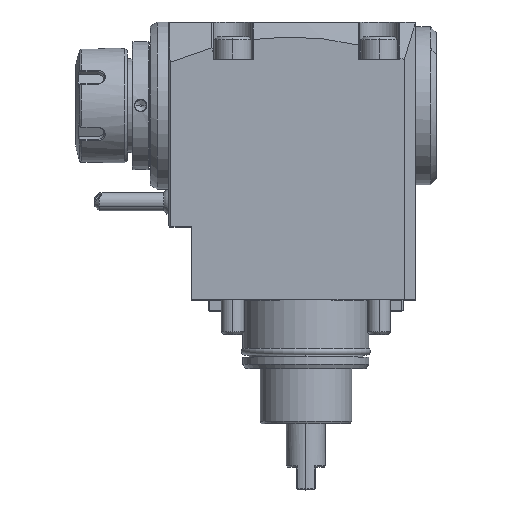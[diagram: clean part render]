
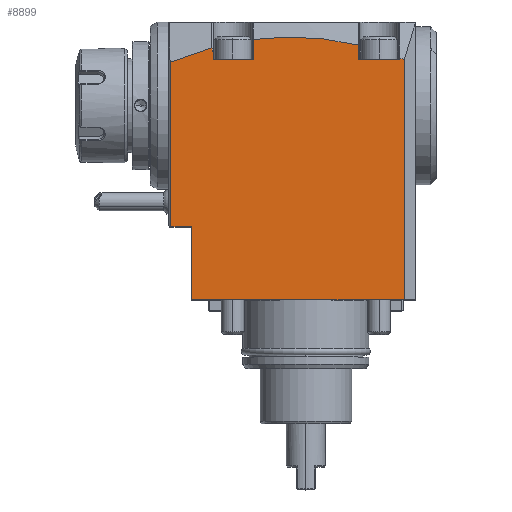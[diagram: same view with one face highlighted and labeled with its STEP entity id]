
A CAD part, top view. The second image highlights one B-rep face of the part: STEP entity #8899.
In plain terms, the highlighted planar face has unit normal (0, 0, 1).
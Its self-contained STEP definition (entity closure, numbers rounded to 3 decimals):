
#1777=DIRECTION('',(0.,1.,0.));
#1778=VECTOR('',#1777,104.954);
#1779=CARTESIAN_POINT('',(103.,0.,42.5));
#1780=LINE('',#1779,#1778);
#1794=CARTESIAN_POINT('',(103.,104.954,42.5));
#1808=DIRECTION('',(-1.,0.,0.));
#1809=VECTOR('',#1808,93.);
#1810=CARTESIAN_POINT('',(103.,0.,42.5));
#1811=LINE('',#1810,#1809);
#2315=DIRECTION('',(0.,1.,0.));
#2316=VECTOR('',#2315,32.);
#2317=CARTESIAN_POINT('',(10.,0.,42.5));
#2318=LINE('',#2317,#2316);
#2319=DIRECTION('',(1.,0.,0.));
#2320=VECTOR('',#2319,9.);
#2321=CARTESIAN_POINT('',(1.,32.,42.5));
#2322=LINE('',#2321,#2320);
#2323=DIRECTION('',(0.,1.,0.));
#2324=VECTOR('',#2323,71.4);
#2325=CARTESIAN_POINT('',(1.,32.5,42.5));
#2326=LINE('',#2325,#2324);
#2327=CARTESIAN_POINT('',(18.964,110.187,42.5));
#2328=CARTESIAN_POINT('',(12.837,108.491,42.5));
#2329=CARTESIAN_POINT('',(6.855,106.378,42.5));
#2330=CARTESIAN_POINT('',(1.,103.9,42.5));
#2332=DIRECTION('',(-0.268,0.963,0.));
#2333=VECTOR('',#2332,2.);
#2334=CARTESIAN_POINT('',(19.5,108.26,42.5));
#2335=LINE('',#2334,#2333);
#2336=DIRECTION('',(0.,-1.,0.));
#2337=VECTOR('',#2336,3.26);
#2338=CARTESIAN_POINT('',(19.5,108.26,42.5));
#2339=LINE('',#2338,#2337);
#2340=DIRECTION('',(0.,-1.,0.));
#2341=VECTOR('',#2340,8.865);
#2342=CARTESIAN_POINT('',(37.,113.865,42.5));
#2343=LINE('',#2342,#2341);
#2344=CARTESIAN_POINT('',(37.,113.865,42.5));
#2345=CARTESIAN_POINT('',(52.484,115.895,42.5));
#2346=CARTESIAN_POINT('',(67.814,115.013,42.5));
#2347=CARTESIAN_POINT('',(83.,111.373,42.5));
#2349=DIRECTION('',(0.,1.,0.));
#2350=VECTOR('',#2349,6.373);
#2351=CARTESIAN_POINT('',(83.,105.,42.5));
#2352=LINE('',#2351,#2350);
#2353=DIRECTION('',(-0.275,-0.961,0.));
#2354=VECTOR('',#2353,0.752);
#2355=CARTESIAN_POINT('',(101.05,105.723,42.5));
#2356=LINE('',#2355,#2354);
#2357=CARTESIAN_POINT('',(101.05,105.723,42.5));
#2358=CARTESIAN_POINT('',(101.702,105.471,42.5));
#2359=CARTESIAN_POINT('',(102.352,105.215,42.5));
#2360=CARTESIAN_POINT('',(103.,104.954,42.5));
#2362=DIRECTION('',(0.,1.,0.));
#2363=VECTOR('',#2362,0.5);
#2364=CARTESIAN_POINT('',(1.,32.,42.5));
#2365=LINE('',#2364,#2363);
#2386=CARTESIAN_POINT('',(1.,103.9,42.5));
#2612=DIRECTION('',(-1.,0.,0.));
#2613=VECTOR('',#2612,17.843);
#2614=CARTESIAN_POINT('',(100.843,105.,42.5));
#2615=LINE('',#2614,#2613);
#2656=CARTESIAN_POINT('',(37.,113.865,42.5));
#2674=DIRECTION('',(-1.,0.,0.));
#2675=VECTOR('',#2674,17.5);
#2676=CARTESIAN_POINT('',(37.,105.,42.5));
#2677=LINE('',#2676,#2675);
#4639=CARTESIAN_POINT('',(19.5,105.,42.5));
#4640=VERTEX_POINT('',#4639);
#4643=VERTEX_POINT('',#2386);
#4657=VERTEX_POINT('',#1794);
#4666=CARTESIAN_POINT('',(19.5,108.26,42.5));
#4667=CARTESIAN_POINT('',(18.964,110.187,42.5));
#4668=VERTEX_POINT('',#4666);
#4669=VERTEX_POINT('',#4667);
#4670=CARTESIAN_POINT('',(101.05,105.723,42.5));
#4671=VERTEX_POINT('',#4670);
#4673=VERTEX_POINT('',#2656);
#4674=CARTESIAN_POINT('',(37.,105.,42.5));
#4675=VERTEX_POINT('',#4674);
#4696=VERTEX_POINT('',#2347);
#4707=CARTESIAN_POINT('',(100.843,105.,42.5));
#4708=VERTEX_POINT('',#4707);
#4714=CARTESIAN_POINT('',(83.,105.,42.5));
#4716=VERTEX_POINT('',#4714);
#5260=CARTESIAN_POINT('',(103.,0.,42.5));
#5261=VERTEX_POINT('',#5260);
#5307=CARTESIAN_POINT('',(10.,0.,42.5));
#5309=VERTEX_POINT('',#5307);
#5310=CARTESIAN_POINT('',(1.,32.,42.5));
#5311=CARTESIAN_POINT('',(10.,32.,42.5));
#5312=VERTEX_POINT('',#5310);
#5313=VERTEX_POINT('',#5311);
#5351=CARTESIAN_POINT('',(1.,32.5,42.5));
#5353=VERTEX_POINT('',#5351);
#8864=CARTESIAN_POINT('',(0.,121.5,42.5));
#8865=DIRECTION('',(0.,0.,1.));
#8866=DIRECTION('',(0.,-1.,0.));
#8867=AXIS2_PLACEMENT_3D('',#8864,#8865,#8866);
#8868=PLANE('',#8867);
#8869=ORIENTED_EDGE('',*,*,#8022,.F.);
#8870=ORIENTED_EDGE('',*,*,#8043,.T.);
#8871=ORIENTED_EDGE('',*,*,#8857,.T.);
#8872=ORIENTED_EDGE('',*,*,#8846,.F.);
#8874=ORIENTED_EDGE('',*,*,#8873,.T.);
#8876=ORIENTED_EDGE('',*,*,#8875,.T.);
#8878=ORIENTED_EDGE('',*,*,#8877,.F.);
#8880=ORIENTED_EDGE('',*,*,#8879,.F.);
#8882=ORIENTED_EDGE('',*,*,#8881,.T.);
#8884=ORIENTED_EDGE('',*,*,#8883,.F.);
#8886=ORIENTED_EDGE('',*,*,#8885,.F.);
#8888=ORIENTED_EDGE('',*,*,#8887,.T.);
#8890=ORIENTED_EDGE('',*,*,#8889,.F.);
#8892=ORIENTED_EDGE('',*,*,#8891,.F.);
#8894=ORIENTED_EDGE('',*,*,#8893,.F.);
#8896=ORIENTED_EDGE('',*,*,#8895,.T.);
#8897=EDGE_LOOP('',(#8869,#8870,#8871,#8872,#8874,#8876,#8878,#8880,#8882,#8884,
#8886,#8888,#8890,#8892,#8894,#8896));
#8898=FACE_OUTER_BOUND('',#8897,.F.);
#2331=B_SPLINE_CURVE_WITH_KNOTS('',3,(#2327,#2328,#2329,#2330),.UNSPECIFIED.,
.F.,.F.,(4,4),(0.,1.),.UNSPECIFIED.);
#2348=B_SPLINE_CURVE_WITH_KNOTS('',3,(#2344,#2345,#2346,#2347),.UNSPECIFIED.,
.F.,.F.,(4,4),(0.,1.),.UNSPECIFIED.);
#2361=B_SPLINE_CURVE_WITH_KNOTS('',3,(#2357,#2358,#2359,#2360),.UNSPECIFIED.,
.F.,.F.,(4,4),(0.,1.),.UNSPECIFIED.);
#8022=EDGE_CURVE('',#5261,#4657,#1780,.T.);
#8043=EDGE_CURVE('',#5261,#5309,#1811,.T.);
#8846=EDGE_CURVE('',#5312,#5313,#2322,.T.);
#8857=EDGE_CURVE('',#5309,#5313,#2318,.T.);
#8873=EDGE_CURVE('',#5312,#5353,#2365,.T.);
#8875=EDGE_CURVE('',#5353,#4643,#2326,.T.);
#8877=EDGE_CURVE('',#4669,#4643,#2331,.T.);
#8879=EDGE_CURVE('',#4668,#4669,#2335,.T.);
#8881=EDGE_CURVE('',#4668,#4640,#2339,.T.);
#8883=EDGE_CURVE('',#4675,#4640,#2677,.T.);
#8885=EDGE_CURVE('',#4673,#4675,#2343,.T.);
#8887=EDGE_CURVE('',#4673,#4696,#2348,.T.);
#8889=EDGE_CURVE('',#4716,#4696,#2352,.T.);
#8891=EDGE_CURVE('',#4708,#4716,#2615,.T.);
#8893=EDGE_CURVE('',#4671,#4708,#2356,.T.);
#8895=EDGE_CURVE('',#4671,#4657,#2361,.T.);
#8899=ADVANCED_FACE('',(#8898),#8868,.T.);
